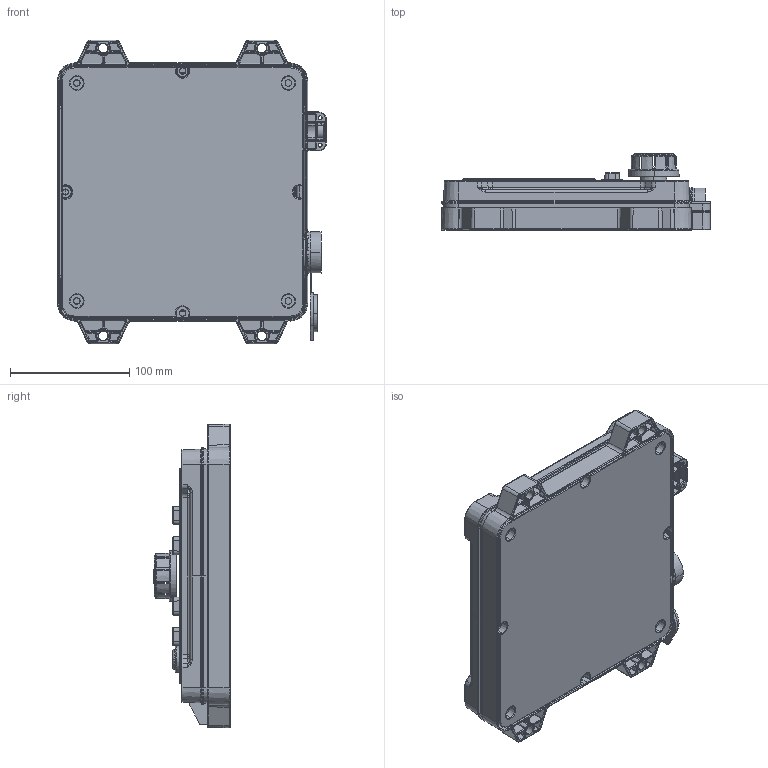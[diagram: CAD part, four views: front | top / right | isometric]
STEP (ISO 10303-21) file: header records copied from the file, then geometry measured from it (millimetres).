
FILE_DESCRIPTION (( 'STEP AP214' ), '1' );
FILE_NAME ('288666 Surfaces.STEP', '2024-03-12T19:33:45', ( '' ), ( '' ), 'SwSTEP 2.0', 'SolidWorks 2022', '' );
FILE_SCHEMA (( 'AUTOMOTIVE_DESIGN' ));
Length unit declared in the file: inch
Products named in the file (1): 288666 Surfaces
Bounding box: 225.74 x 63.8 x 254.63 mm (x, y, z)
Surface area: 213670.7 mm2 (no closed solid volume)
Topology: 0 solids, 84 shells, 1222 faces, 4801 edges, 3546 vertices
Faces by surface type: cylinder 450, plane 376, bspline 152, cone 129, torus 111, sphere 4
Entity records: 70336 total; most frequent: CARTESIAN_POINT 18556, DIRECTION 7099, ORIENTED_EDGE 6688, EDGE_CURVE 4795, VERTEX_POINT 3546, AXIS2_PLACEMENT_3D 2512, LINE 2075, VECTOR 2075
